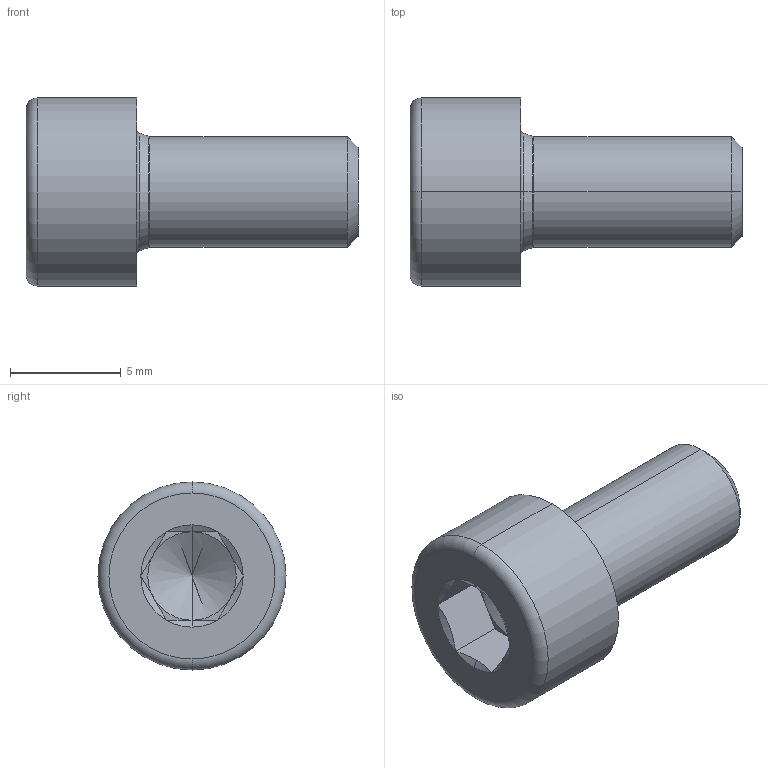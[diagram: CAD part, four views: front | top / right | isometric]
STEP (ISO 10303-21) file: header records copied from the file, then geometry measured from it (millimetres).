
FILE_DESCRIPTION(('HOOPS Exchange Step'),'2;1');
FILE_NAME('export-ED41EDA9-BC94-415F-BCD2-1F3C91B89AB1.stp','2024-09-11T19:43:16+02:00',('Engineering'),('Alibre'),'HOOPS Exchange 2024.3','Alibre','Unknown authorisation');
FILE_SCHEMA( ('AP242_MANAGED_MODEL_BASED_3D_ENGINEERING_MIM_LF {1 0 10303 442 1 1 4 }') );
Length unit declared in the file: millimetre
Products named in the file (1): 514 M5x10 DIN 912 metric bolt
Bounding box: 15 x 8.5 x 8.5 mm (x, y, z)
Volume: 438.2 mm3; surface area: 425.8 mm2
Topology: 1 solids, 1 shells, 33 faces, 72 edges, 41 vertices
Faces by surface type: plane 15, cone 8, torus 6, cylinder 4
Entity records: 935 total; most frequent: CARTESIAN_POINT 178, DIRECTION 164, ORIENTED_EDGE 140, EDGE_CURVE 70, AXIS2_PLACEMENT_3D 67, VERTEX_POINT 41, EDGE_LOOP 35, FACE_BOUND 35
